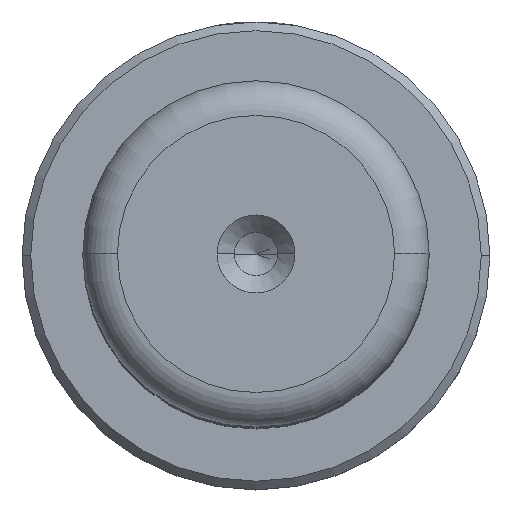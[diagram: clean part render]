
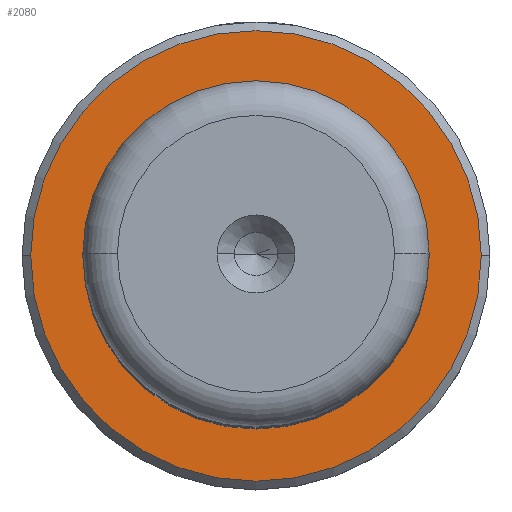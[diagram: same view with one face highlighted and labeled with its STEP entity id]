
A CAD part, top view. The second image highlights one B-rep face of the part: STEP entity #2080.
In plain terms, the highlighted planar face has unit normal (0, 0, 1).
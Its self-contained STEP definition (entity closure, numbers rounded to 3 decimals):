
#34 = VERTEX_POINT ( 'NONE', #610 ) ;
#89 = EDGE_CURVE ( 'NONE', #1606, #2068, #1339, .T. ) ;
#111 = DIRECTION ( 'NONE',  ( 0., 0., -1. ) ) ;
#136 = DIRECTION ( 'NONE',  ( 0., 0., -1. ) ) ;
#175 = DIRECTION ( 'NONE',  ( 1., 0., 0. ) ) ;
#180 = VERTEX_POINT ( 'NONE', #676 ) ;
#214 = CARTESIAN_POINT ( 'NONE',  ( 0., 0., 18. ) ) ;
#225 = FACE_OUTER_BOUND ( 'NONE', #831, .T. ) ;
#227 = CIRCLE ( 'NONE', #561, 9.495 ) ;
#311 = PLANE ( 'NONE',  #1796 ) ;
#398 = CIRCLE ( 'NONE', #2722, 9.495 ) ;
#430 = DIRECTION ( 'NONE',  ( 1., 0., 0. ) ) ;
#561 = AXIS2_PLACEMENT_3D ( 'NONE', #1464, #136, #1723 ) ;
#610 = CARTESIAN_POINT ( 'NONE',  ( -9.495, 0., 18. ) ) ;
#676 = CARTESIAN_POINT ( 'NONE',  ( 9.495, 0., 18. ) ) ;
#741 = CARTESIAN_POINT ( 'NONE',  ( -13., 0., 18. ) ) ;
#751 = CARTESIAN_POINT ( 'NONE',  ( 0., 0., 18. ) ) ;
#831 = EDGE_LOOP ( 'NONE', ( #2677, #2730 ) ) ;
#974 = DIRECTION ( 'NONE',  ( 1., 0., 0. ) ) ;
#1254 = EDGE_CURVE ( 'NONE', #180, #34, #398, .T. ) ;
#1331 = ORIENTED_EDGE ( 'NONE', *, *, #1673, .T. ) ;
#1339 = CIRCLE ( 'NONE', #2311, 13. ) ;
#1434 = CARTESIAN_POINT ( 'NONE',  ( 0., 0., 18. ) ) ;
#1464 = CARTESIAN_POINT ( 'NONE',  ( 0., 0., 18. ) ) ;
#1499 = DIRECTION ( 'NONE',  ( 0., 0., 1. ) ) ;
#1558 = ORIENTED_EDGE ( 'NONE', *, *, #1254, .T. ) ;
#1606 = VERTEX_POINT ( 'NONE', #2088 ) ;
#1659 = EDGE_LOOP ( 'NONE', ( #1331, #1558 ) ) ;
#1662 = DIRECTION ( 'NONE',  ( -1., 0., 0. ) ) ;
#1673 = EDGE_CURVE ( 'NONE', #34, #180, #227, .T. ) ;
#1723 = DIRECTION ( 'NONE',  ( -1., 0., 0. ) ) ;
#1763 = DIRECTION ( 'NONE',  ( 0., 0., 1. ) ) ;
#1796 = AXIS2_PLACEMENT_3D ( 'NONE', #751, #2302, #974 ) ;
#1990 = FACE_BOUND ( 'NONE', #1659, .T. ) ;
#2068 = VERTEX_POINT ( 'NONE', #741 ) ;
#2080 = ADVANCED_FACE ( 'NONE', ( #225, #1990 ), #311, .T. ) ;
#2088 = CARTESIAN_POINT ( 'NONE',  ( 13., 0., 18. ) ) ;
#2302 = DIRECTION ( 'NONE',  ( 0., 0., 1. ) ) ;
#2311 = AXIS2_PLACEMENT_3D ( 'NONE', #214, #1763, #430 ) ;
#2418 = AXIS2_PLACEMENT_3D ( 'NONE', #2804, #1499, #175 ) ;
#2562 = CIRCLE ( 'NONE', #2418, 13. ) ;
#2625 = EDGE_CURVE ( 'NONE', #2068, #1606, #2562, .T. ) ;
#2677 = ORIENTED_EDGE ( 'NONE', *, *, #2625, .T. ) ;
#2722 = AXIS2_PLACEMENT_3D ( 'NONE', #1434, #111, #1662 ) ;
#2730 = ORIENTED_EDGE ( 'NONE', *, *, #89, .T. ) ;
#2804 = CARTESIAN_POINT ( 'NONE',  ( 0., 0., 18. ) ) ;
